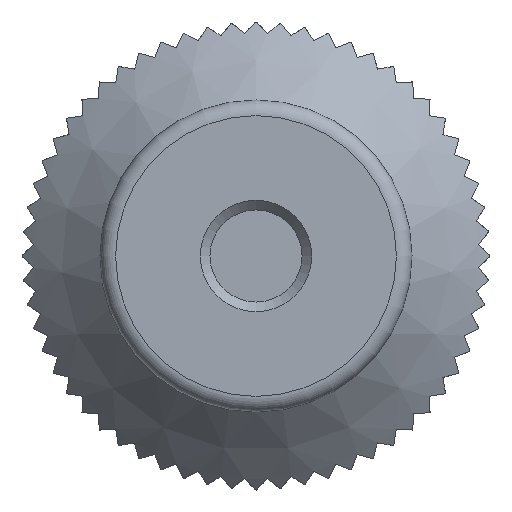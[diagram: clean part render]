
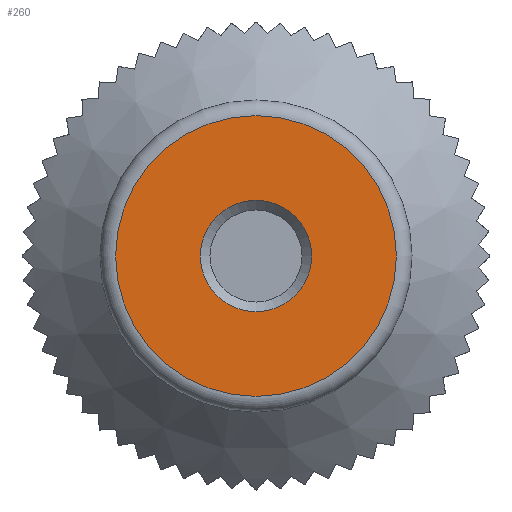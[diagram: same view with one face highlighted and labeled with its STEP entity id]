
A CAD part, front view. The second image highlights one B-rep face of the part: STEP entity #260.
In plain terms, the highlighted planar face has unit normal (0, -1, 0).
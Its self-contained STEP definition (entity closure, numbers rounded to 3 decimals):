
#260 = ADVANCED_FACE( '', ( #710, #711 ), #712, .F. );
#710 = FACE_BOUND( '', #1363, .T. );
#711 = FACE_OUTER_BOUND( '', #1364, .T. );
#712 = PLANE( '', #1365 );
#1363 = EDGE_LOOP( '', ( #2075 ) );
#1364 = EDGE_LOOP( '', ( #2076 ) );
#1365 = AXIS2_PLACEMENT_3D( '', #2077, #2078, #2079 );
#2075 = ORIENTED_EDGE( '', *, *, #4058, .F. );
#2076 = ORIENTED_EDGE( '', *, *, #4059, .T. );
#2077 = CARTESIAN_POINT( '', ( 6.3, 0., 0. ) );
#2078 = DIRECTION( '', ( 0., 1., 0. ) );
#2079 = DIRECTION( '', ( 0., 0., 1. ) );
#4058 = EDGE_CURVE( '', #4911, #4911, #4912, .T. );
#4059 = EDGE_CURVE( '', #4913, #4913, #4914, .T. );
#4911 = VERTEX_POINT( '', #6229 );
#4912 = CIRCLE( '', #6230, 2.5 );
#4913 = VERTEX_POINT( '', #6231 );
#4914 = CIRCLE( '', #6232, 6.3 );
#6229 = CARTESIAN_POINT( '', ( 0., 0., -2.5 ) );
#6230 = AXIS2_PLACEMENT_3D( '', #8645, #8646, #8647 );
#6231 = CARTESIAN_POINT( '', ( 0., 0., -6.3 ) );
#6232 = AXIS2_PLACEMENT_3D( '', #8648, #8649, #8650 );
#8645 = CARTESIAN_POINT( '', ( 0., 0., 0. ) );
#8646 = DIRECTION( '', ( 0., -1., 0. ) );
#8647 = DIRECTION( '', ( 0., 0., -1. ) );
#8648 = CARTESIAN_POINT( '', ( 0., 0., 0. ) );
#8649 = DIRECTION( '', ( 0., -1., 0. ) );
#8650 = DIRECTION( '', ( 0., 0., -1. ) );
